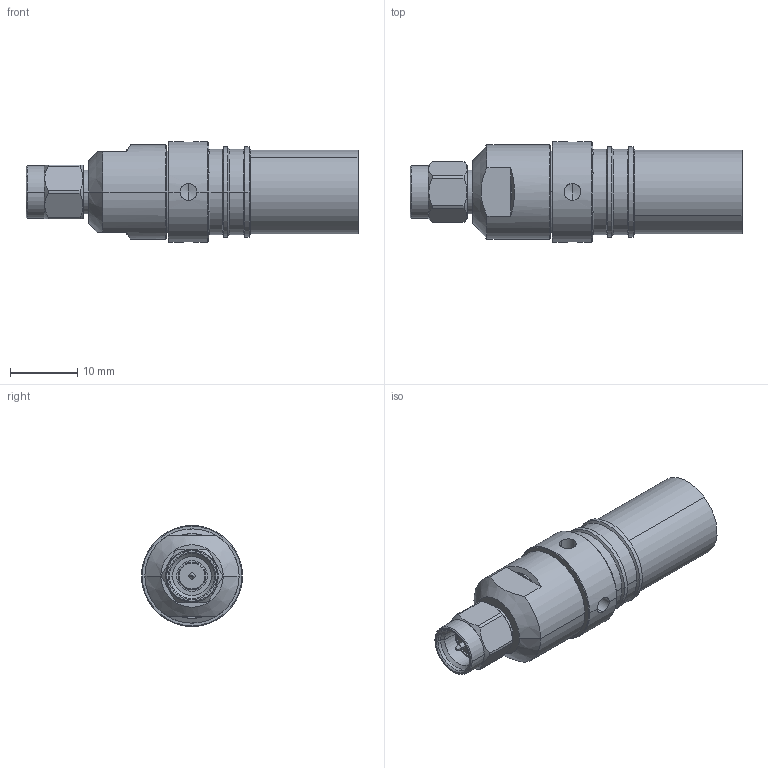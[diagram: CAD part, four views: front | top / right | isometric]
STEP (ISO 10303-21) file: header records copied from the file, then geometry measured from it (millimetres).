
FILE_DESCRIPTION (( 'STEP AP214' ), '1' );
FILE_NAME ('3190-8021(EZ-400-SM-X)_SD.STEP', '2020-09-08T01:51:27', ( '' ), ( '' ), 'SwSTEP 2.0', 'SolidWorks 2018', '' );
FILE_SCHEMA (( 'AUTOMOTIVE_DESIGN' ));
Length unit declared in the file: millimetre
Products named in the file (4): SD^3192-6033; 3192-6033_SD; 3192-6074_SD; 3190-8021(EZ-400-SM-X)_SD
Assembly tree (3 placements, depth 3):
  3190-8021(EZ-400-SM-X)_SD
    3192-6033_SD
      SD^3192-6033
    3192-6074_SD
Bounding box: 49.35 x 15 x 15 mm (x, y, z)
Volume: 5211.8 mm3; surface area: 3793 mm2
Topology: 3 solids, 3 shells, 143 faces, 321 edges, 192 vertices
Faces by surface type: cylinder 59, cone 50, plane 32, torus 2
Entity records: 4460 total; most frequent: CARTESIAN_POINT 1130, DIRECTION 705, ORIENTED_EDGE 626, EDGE_CURVE 313, AXIS2_PLACEMENT_3D 293, VERTEX_POINT 192, EDGE_LOOP 161, CIRCLE 143
